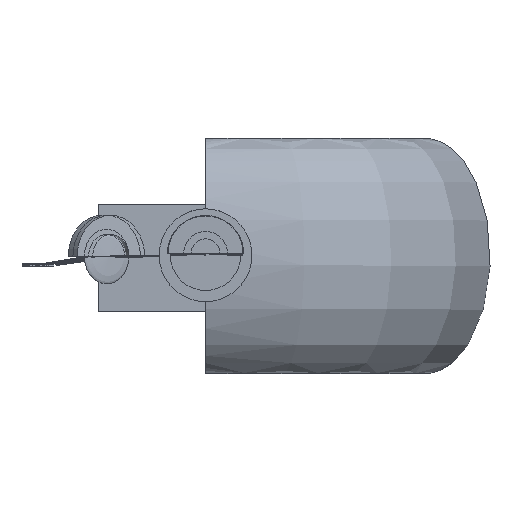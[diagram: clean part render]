
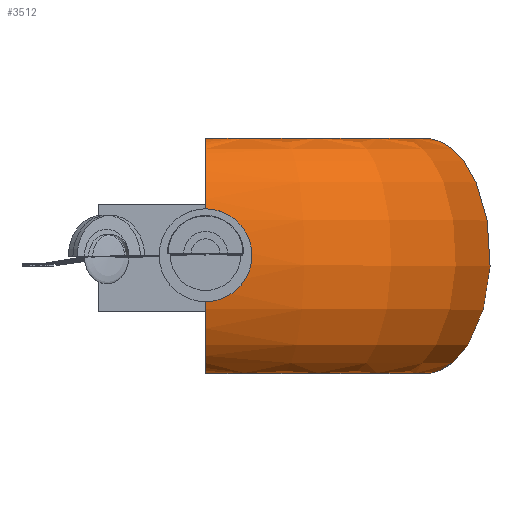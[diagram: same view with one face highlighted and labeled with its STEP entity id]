
A CAD part, top view. The second image highlights one B-rep face of the part: STEP entity #3512.
In plain terms, the highlighted face is a revolution surface.
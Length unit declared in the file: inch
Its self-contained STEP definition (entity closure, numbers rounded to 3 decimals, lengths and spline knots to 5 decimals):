
#3512=ADVANCED_FACE('',(#6970),#6971,.T.);
#6970=FACE_OUTER_BOUND('',#11336,.T.);
#6971=SURFACE_OF_REVOLUTION('',#11337,#11338);
#11336=EDGE_LOOP('',(#16121,#16122,#16123,#16124));
#11337=(B_SPLINE_CURVE(3,(#16126,#16127,#16128,#16129,#16130,#16131,#16132,#16133,#16134,#16135,#16136,#16137,#16138,#16139,#16140,#16141,#16142,#16143,#16144,#16145,#16146),.UNSPECIFIED.,.F.,.F.)B_SPLINE_CURVE_WITH_KNOTS((4,1,3,1,3,1,3,1,3,1,4),(-5.97979,-5.65487,-5.32995,-5.00503,-4.68011,-4.35519,-4.03027,-3.70535,-3.38043,-3.05551,-2.73059),.UNSPECIFIED.)RATIONAL_B_SPLINE_CURVE((1.106,1.035,0.965,1.035,1.106,1.035,0.965,1.035,1.106,1.035,0.965,1.035,1.106,1.035,0.965,1.035,1.106,1.035,0.965,1.035,1.106))BOUNDED_CURVE()REPRESENTATION_ITEM('')GEOMETRIC_REPRESENTATION_ITEM()CURVE());
#11338=AXIS1_PLACEMENT('',#16153,#16154);
#16121=ORIENTED_EDGE('',*,*,#21285,.F.);
#16122=ORIENTED_EDGE('',*,*,#21492,.T.);
#16123=ORIENTED_EDGE('',*,*,#21287,.F.);
#16124=ORIENTED_EDGE('',*,*,#21493,.F.);
#16126=CARTESIAN_POINT('',(6.98721,-0.21893,-2.82506));
#16127=CARTESIAN_POINT('',(6.98721,-0.21893,-2.8506));
#16128=CARTESIAN_POINT('',(6.98721,-0.19004,-2.90204));
#16129=CARTESIAN_POINT('',(6.98721,-0.11122,-2.93325));
#16130=CARTESIAN_POINT('',(6.98721,-0.06765,-2.94115));
#16131=CARTESIAN_POINT('',(6.98721,-0.02408,-2.94904));
#16132=CARTESIAN_POINT('',(6.98721,0.07259,-2.94961));
#16133=CARTESIAN_POINT('',(6.98721,0.15019,-2.91747));
#16134=CARTESIAN_POINT('',(6.98721,0.17712,-2.89681));
#16135=CARTESIAN_POINT('',(6.98721,0.20404,-2.87614));
#16136=CARTESIAN_POINT('',(6.98721,0.2349,-2.82506));
#16137=CARTESIAN_POINT('',(6.98721,0.20404,-2.77398));
#16138=CARTESIAN_POINT('',(6.98721,0.17712,-2.75332));
#16139=CARTESIAN_POINT('',(6.98721,0.15019,-2.73265));
#16140=CARTESIAN_POINT('',(6.98721,0.07259,-2.70051));
#16141=CARTESIAN_POINT('',(6.98721,-0.02408,-2.70108));
#16142=CARTESIAN_POINT('',(6.98721,-0.06765,-2.70897));
#16143=CARTESIAN_POINT('',(6.98721,-0.11122,-2.71687));
#16144=CARTESIAN_POINT('',(6.98721,-0.19004,-2.74808));
#16145=CARTESIAN_POINT('',(6.98721,-0.21893,-2.79952));
#16146=CARTESIAN_POINT('',(6.98721,-0.21893,-2.82506));
#16153=CARTESIAN_POINT('',(6.98721,-0.21893,-2.40856));
#16154=DIRECTION('',(-0.0,1.0,-0.0));
#21285=EDGE_CURVE('',#24163,#24164,#24165,.T.);
#21287=EDGE_CURVE('',#24166,#24168,#24169,.T.);
#21492=EDGE_CURVE('',#24163,#24168,#24473,.T.);
#21493=EDGE_CURVE('',#24164,#24166,#24474,.T.);
#24163=VERTEX_POINT('',#27875);
#24164=VERTEX_POINT('',#27876);
#24165=CIRCLE('',#27877,0.4165);
#24166=VERTEX_POINT('',#27878);
#24168=VERTEX_POINT('',#27880);
#24169=CIRCLE('',#27881,0.4165);
#24473=ELLIPSE('',#28270,0.21893,0.12206);
#24474=ELLIPSE('',#28271,0.21893,0.12206);
#27875=CARTESIAN_POINT('',(6.98721,0.21893,-1.99207));
#27876=CARTESIAN_POINT('',(6.98721,0.21893,-2.82506));
#27877=AXIS2_PLACEMENT_3D('',#31385,#31386,#31387);
#27878=CARTESIAN_POINT('',(6.98721,-0.21893,-2.82506));
#27880=CARTESIAN_POINT('',(6.98721,-0.21893,-1.99207));
#27881=AXIS2_PLACEMENT_3D('',#31391,#31392,#31393);
#28270=AXIS2_PLACEMENT_3D('',#31647,#31648,#31649);
#28271=AXIS2_PLACEMENT_3D('',#31650,#31651,#31652);
#31385=CARTESIAN_POINT('',(6.98721,0.21893,-2.40856));
#31386=DIRECTION('',(-0.0,1.0,0.0));
#31387=DIRECTION('',(0.0,0.0,-1.0));
#31391=CARTESIAN_POINT('',(6.98721,-0.21893,-2.40856));
#31392=DIRECTION('',(0.0,-1.0,0.0));
#31393=DIRECTION('',(0.0,0.0,-1.0));
#31647=CARTESIAN_POINT('',(6.98721,0.0,-1.99207));
#31648=DIRECTION('',(1.0,0.0,0.0));
#31649=DIRECTION('',(0.0,-1.0,0.0));
#31650=CARTESIAN_POINT('',(6.98721,0.0,-2.82506));
#31651=DIRECTION('',(-1.0,0.0,0.0));
#31652=DIRECTION('',(0.0,-1.0,0.0));
